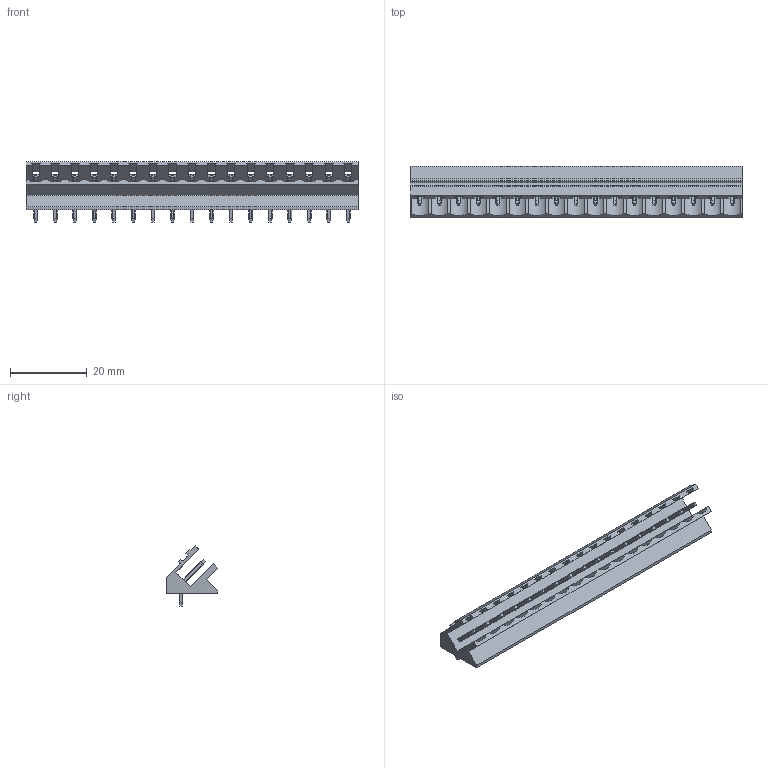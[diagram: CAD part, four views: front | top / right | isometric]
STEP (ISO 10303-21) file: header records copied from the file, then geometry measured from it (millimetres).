
FILE_DESCRIPTION(('CATIA V5 STEP Exchange','CAx-IF Rec.Pracs.--- Model Styling and Organization---1.2---2011-12-15'),'2;1');
FILE_NAME ('D1453161_0_1603210000_1603210000.stp','2018-10-10T07:35:21+00:00',('none'),('Weidmueller'),'CATIA Version 5-6 Release 2014','CATIA V5 STEP AP214','none');
FILE_SCHEMA(('AUTOMOTIVE_DESIGN { 1 0 10303 214 1 1 1 1 }'));
Length unit declared in the file: millimetre
Products named in the file (1): 1603210000
Bounding box: 86.36 x 13.3 x 15.67 mm (x, y, z)
Volume: 5274.4 mm3; surface area: 7009.3 mm2
Topology: 18 solids, 18 shells, 855 faces, 2355 edges, 1502 vertices
Faces by surface type: plane 564, cylinder 291
Entity records: 30198 total; most frequent: CARTESIAN_POINT 10406, ORIENTED_EDGE 4710, DIRECTION 3075, EDGE_CURVE 2355, VECTOR 1773, LINE 1773, VERTEX_POINT 1502, EDGE_LOOP 889
